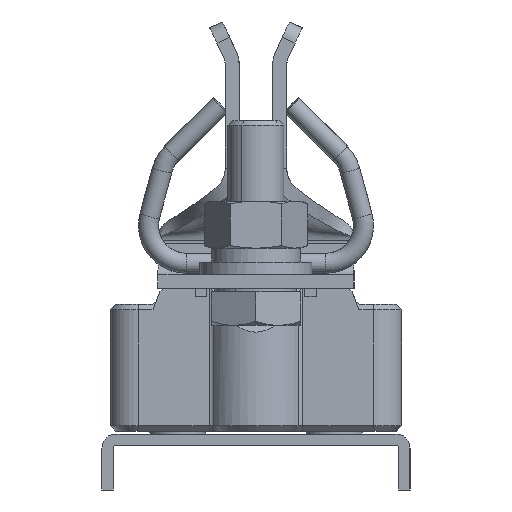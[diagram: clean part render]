
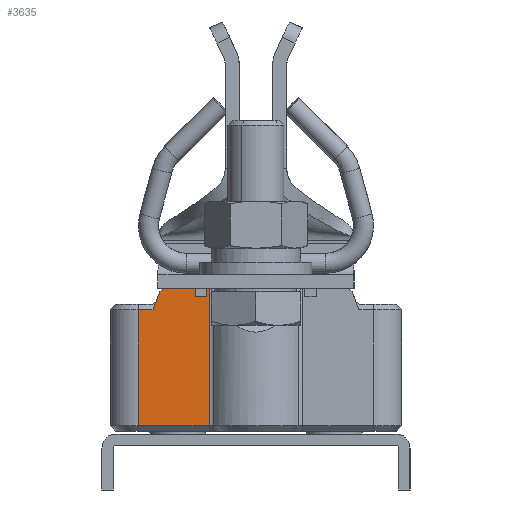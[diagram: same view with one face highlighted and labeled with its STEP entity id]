
A CAD part, front view. The second image highlights one B-rep face of the part: STEP entity #3635.
In plain terms, the highlighted face is planar.
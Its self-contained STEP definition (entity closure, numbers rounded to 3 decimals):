
#1214=DIRECTION('',(-1.,0.,0.));
#1215=VECTOR('',#1214,2.617);
#1216=CARTESIAN_POINT('',(-18.383,22.2,17.5));
#1217=LINE('',#1216,#1215);
#1242=DIRECTION('',(0.819,0.574,0.));
#1243=VECTOR('',#1242,0.819);
#1244=CARTESIAN_POINT('',(-17.171,25.53,17.5));
#1245=LINE('',#1244,#1243);
#1249=DIRECTION('',(1.,0.,0.));
#1250=VECTOR('',#1249,8.148);
#1251=CARTESIAN_POINT('',(-16.5,26.,17.5));
#1252=LINE('',#1251,#1250);
#1256=DIRECTION('',(0.342,0.94,0.));
#1257=VECTOR('',#1256,3.544);
#1258=CARTESIAN_POINT('',(-18.383,22.2,17.5));
#1259=LINE('',#1258,#1257);
#1263=DIRECTION('',(0.,1.,0.));
#1264=VECTOR('',#1263,24.5);
#1265=CARTESIAN_POINT('',(-8.352,1.5,17.5));
#1266=LINE('',#1265,#1264);
#1397=DIRECTION('',(1.,0.,0.));
#1398=VECTOR('',#1397,12.648);
#1399=CARTESIAN_POINT('',(-21.,1.5,17.5));
#1400=LINE('',#1399,#1398);
#1433=DIRECTION('',(0.,-1.,0.));
#1434=VECTOR('',#1433,20.7);
#1435=CARTESIAN_POINT('',(-21.,22.2,17.5));
#1436=LINE('',#1435,#1434);
#2233=CARTESIAN_POINT('',(-8.352,26.,17.5));
#2235=VERTEX_POINT('',#2233);
#2247=CARTESIAN_POINT('',(-16.5,26.,17.5));
#2248=VERTEX_POINT('',#2247);
#2289=CARTESIAN_POINT('',(-18.383,22.2,17.5));
#2290=VERTEX_POINT('',#2289);
#2291=CARTESIAN_POINT('',(-21.,22.2,17.5));
#2292=VERTEX_POINT('',#2291);
#2293=CARTESIAN_POINT('',(-17.171,25.53,17.5));
#2294=VERTEX_POINT('',#2293);
#2295=CARTESIAN_POINT('',(-8.352,1.5,17.5));
#2296=VERTEX_POINT('',#2295);
#2297=CARTESIAN_POINT('',(-21.,1.5,17.5));
#2298=VERTEX_POINT('',#2297);
#3618=CARTESIAN_POINT('',(-26.,0.,17.5));
#3619=DIRECTION('',(0.,0.,1.));
#3620=DIRECTION('',(1.,0.,0.));
#3621=AXIS2_PLACEMENT_3D('',#3618,#3619,#3620);
#3622=PLANE('',#3621);
#3623=ORIENTED_EDGE('',*,*,#3603,.T.);
#3624=ORIENTED_EDGE('',*,*,#3293,.T.);
#3626=ORIENTED_EDGE('',*,*,#3625,.F.);
#3628=ORIENTED_EDGE('',*,*,#3627,.F.);
#3630=ORIENTED_EDGE('',*,*,#3629,.F.);
#3631=ORIENTED_EDGE('',*,*,#3562,.F.);
#3632=ORIENTED_EDGE('',*,*,#3585,.T.);
#3633=EDGE_LOOP('',(#3623,#3624,#3626,#3628,#3630,#3631,#3632));
#3634=FACE_OUTER_BOUND('',#3633,.F.);
#3293=EDGE_CURVE('',#2248,#2235,#1252,.T.);
#3562=EDGE_CURVE('',#2290,#2292,#1217,.T.);
#3585=EDGE_CURVE('',#2290,#2294,#1259,.T.);
#3603=EDGE_CURVE('',#2294,#2248,#1245,.T.);
#3625=EDGE_CURVE('',#2296,#2235,#1266,.T.);
#3627=EDGE_CURVE('',#2298,#2296,#1400,.T.);
#3629=EDGE_CURVE('',#2292,#2298,#1436,.T.);
#3635=ADVANCED_FACE('',(#3634),#3622,.T.);
